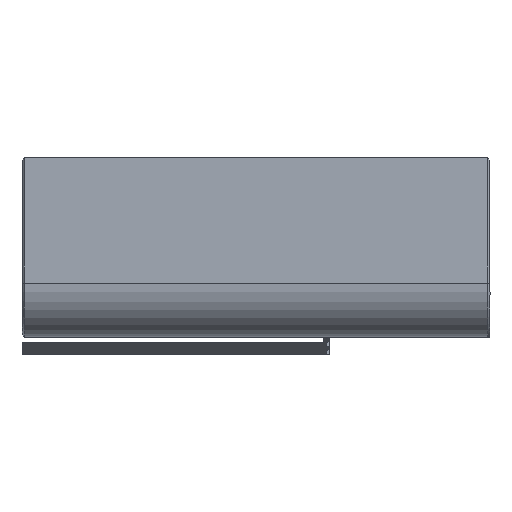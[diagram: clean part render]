
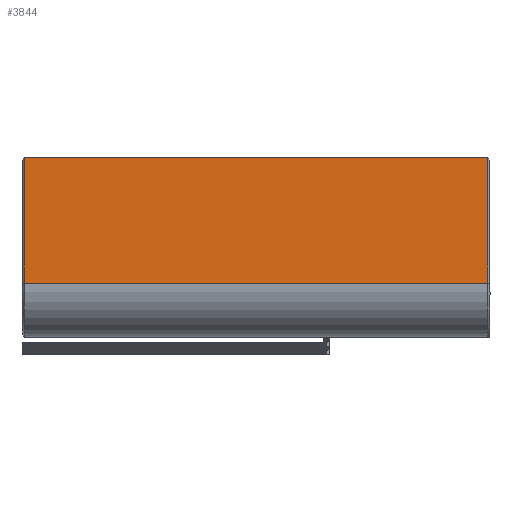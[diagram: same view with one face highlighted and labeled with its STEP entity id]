
A CAD part, front view. The second image highlights one B-rep face of the part: STEP entity #3844.
In plain terms, the highlighted planar face has unit normal (0, -1, 0).
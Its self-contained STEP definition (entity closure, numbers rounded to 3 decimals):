
#625 = PLANE('',#626);
#626 = AXIS2_PLACEMENT_3D('',#627,#628,#629);
#627 = CARTESIAN_POINT('',(-39.597,-50.691,
    20.849));
#628 = DIRECTION('',(0.,0.,-1.));
#629 = DIRECTION('',(0.,-1.,0.));
#1042 = VERTEX_POINT('',#1043);
#1043 = CARTESIAN_POINT('',(42.003,-52.691,
    20.849));
#1069 = EDGE_CURVE('',#1070,#1042,#1072,.T.);
#1070 = VERTEX_POINT('',#1071);
#1071 = CARTESIAN_POINT('',(-39.197,-52.691,
    20.849));
#1072 = SURFACE_CURVE('',#1073,(#1077,#1084),.PCURVE_S1.);
#1073 = LINE('',#1074,#1075);
#1074 = CARTESIAN_POINT('',(-39.597,-52.691,
    20.849));
#1075 = VECTOR('',#1076,1.);
#1076 = DIRECTION('',(1.,0.,0.));
#1077 = PCURVE('',#625,#1078);
#1078 = DEFINITIONAL_REPRESENTATION('',(#1079),#1083);
#1079 = LINE('',#1080,#1081);
#1080 = CARTESIAN_POINT('',(2.,0.));
#1081 = VECTOR('',#1082,1.);
#1082 = DIRECTION('',(0.,-1.));
#1083 = ( GEOMETRIC_REPRESENTATION_CONTEXT(2) 
PARAMETRIC_REPRESENTATION_CONTEXT() REPRESENTATION_CONTEXT('2D SPACE',''
  ) );
#1084 = PCURVE('',#1085,#1090);
#1085 = PLANE('',#1086);
#1086 = AXIS2_PLACEMENT_3D('',#1087,#1088,#1089);
#1087 = CARTESIAN_POINT('',(-39.597,-52.691,
    20.849));
#1088 = DIRECTION('',(0.,1.,0.));
#1089 = DIRECTION('',(0.,0.,-1.));
#1090 = DEFINITIONAL_REPRESENTATION('',(#1091),#1095);
#1091 = LINE('',#1092,#1093);
#1092 = CARTESIAN_POINT('',(-0.,0.));
#1093 = VECTOR('',#1094,1.);
#1094 = DIRECTION('',(0.,-1.));
#1095 = ( GEOMETRIC_REPRESENTATION_CONTEXT(2) 
PARAMETRIC_REPRESENTATION_CONTEXT() REPRESENTATION_CONTEXT('2D SPACE',''
  ) );
#3807 = PLANE('',#3808);
#3808 = AXIS2_PLACEMENT_3D('',#3809,#3810,#3811);
#3809 = CARTESIAN_POINT('',(42.203,-52.491,
    -1.106));
#3810 = DIRECTION('',(-0.707,0.707,0.));
#3811 = DIRECTION('',(0.,0.,-1.));
#3844 = ADVANCED_FACE('',(#3845),#1085,.F.);
#3845 = FACE_BOUND('',#3846,.F.);
#3846 = EDGE_LOOP('',(#3847,#3848,#3871,#3899));
#3847 = ORIENTED_EDGE('',*,*,#1069,.T.);
#3848 = ORIENTED_EDGE('',*,*,#3849,.F.);
#3849 = EDGE_CURVE('',#3850,#1042,#3852,.T.);
#3850 = VERTEX_POINT('',#3851);
#3851 = CARTESIAN_POINT('',(42.003,-52.691,
    -1.106));
#3852 = SURFACE_CURVE('',#3853,(#3857,#3864),.PCURVE_S1.);
#3853 = LINE('',#3854,#3855);
#3854 = CARTESIAN_POINT('',(42.003,-52.691,
    -1.106));
#3855 = VECTOR('',#3856,1.);
#3856 = DIRECTION('',(0.,0.,1.));
#3857 = PCURVE('',#1085,#3858);
#3858 = DEFINITIONAL_REPRESENTATION('',(#3859),#3863);
#3859 = LINE('',#3860,#3861);
#3860 = CARTESIAN_POINT('',(21.956,-81.6));
#3861 = VECTOR('',#3862,1.);
#3862 = DIRECTION('',(-1.,0.));
#3863 = ( GEOMETRIC_REPRESENTATION_CONTEXT(2) 
PARAMETRIC_REPRESENTATION_CONTEXT() REPRESENTATION_CONTEXT('2D SPACE',''
  ) );
#3864 = PCURVE('',#3807,#3865);
#3865 = DEFINITIONAL_REPRESENTATION('',(#3866),#3870);
#3866 = LINE('',#3867,#3868);
#3867 = CARTESIAN_POINT('',(0.,0.283));
#3868 = VECTOR('',#3869,1.);
#3869 = DIRECTION('',(-1.,0.));
#3870 = ( GEOMETRIC_REPRESENTATION_CONTEXT(2) 
PARAMETRIC_REPRESENTATION_CONTEXT() REPRESENTATION_CONTEXT('2D SPACE',''
  ) );
#3871 = ORIENTED_EDGE('',*,*,#3872,.F.);
#3872 = EDGE_CURVE('',#3873,#3850,#3875,.T.);
#3873 = VERTEX_POINT('',#3874);
#3874 = CARTESIAN_POINT('',(-39.197,-52.691,
    -1.106));
#3875 = SURFACE_CURVE('',#3876,(#3880,#3887),.PCURVE_S1.);
#3876 = LINE('',#3877,#3878);
#3877 = CARTESIAN_POINT('',(-39.597,-52.691,
    -1.106));
#3878 = VECTOR('',#3879,1.);
#3879 = DIRECTION('',(1.,0.,0.));
#3880 = PCURVE('',#1085,#3881);
#3881 = DEFINITIONAL_REPRESENTATION('',(#3882),#3886);
#3882 = LINE('',#3883,#3884);
#3883 = CARTESIAN_POINT('',(21.956,0.));
#3884 = VECTOR('',#3885,1.);
#3885 = DIRECTION('',(0.,-1.));
#3886 = ( GEOMETRIC_REPRESENTATION_CONTEXT(2) 
PARAMETRIC_REPRESENTATION_CONTEXT() REPRESENTATION_CONTEXT('2D SPACE',''
  ) );
#3887 = PCURVE('',#3888,#3893);
#3888 = CYLINDRICAL_SURFACE('',#3889,9.5);
#3889 = AXIS2_PLACEMENT_3D('',#3890,#3891,#3892);
#3890 = CARTESIAN_POINT('',(-39.597,-43.191,
    -1.106));
#3891 = DIRECTION('',(-1.,0.,0.));
#3892 = DIRECTION('',(0.,-1.,0.));
#3893 = DEFINITIONAL_REPRESENTATION('',(#3894),#3898);
#3894 = LINE('',#3895,#3896);
#3895 = CARTESIAN_POINT('',(6.283,0.));
#3896 = VECTOR('',#3897,1.);
#3897 = DIRECTION('',(0.,-1.));
#3898 = ( GEOMETRIC_REPRESENTATION_CONTEXT(2) 
PARAMETRIC_REPRESENTATION_CONTEXT() REPRESENTATION_CONTEXT('2D SPACE',''
  ) );
#3899 = ORIENTED_EDGE('',*,*,#3900,.F.);
#3900 = EDGE_CURVE('',#1070,#3873,#3901,.T.);
#3901 = SURFACE_CURVE('',#3902,(#3906,#3913),.PCURVE_S1.);
#3902 = LINE('',#3903,#3904);
#3903 = CARTESIAN_POINT('',(-39.197,-52.691,
    20.849));
#3904 = VECTOR('',#3905,1.);
#3905 = DIRECTION('',(0.,0.,-1.));
#3906 = PCURVE('',#1085,#3907);
#3907 = DEFINITIONAL_REPRESENTATION('',(#3908),#3912);
#3908 = LINE('',#3909,#3910);
#3909 = CARTESIAN_POINT('',(0.,-0.4));
#3910 = VECTOR('',#3911,1.);
#3911 = DIRECTION('',(1.,0.));
#3912 = ( GEOMETRIC_REPRESENTATION_CONTEXT(2) 
PARAMETRIC_REPRESENTATION_CONTEXT() REPRESENTATION_CONTEXT('2D SPACE',''
  ) );
#3913 = PCURVE('',#3914,#3919);
#3914 = PLANE('',#3915);
#3915 = AXIS2_PLACEMENT_3D('',#3916,#3917,#3918);
#3916 = CARTESIAN_POINT('',(-39.397,-52.491,
    20.849));
#3917 = DIRECTION('',(-0.707,-0.707,0.));
#3918 = DIRECTION('',(0.,0.,-1.));
#3919 = DEFINITIONAL_REPRESENTATION('',(#3920),#3924);
#3920 = LINE('',#3921,#3922);
#3921 = CARTESIAN_POINT('',(0.,0.283));
#3922 = VECTOR('',#3923,1.);
#3923 = DIRECTION('',(1.,0.));
#3924 = ( GEOMETRIC_REPRESENTATION_CONTEXT(2) 
PARAMETRIC_REPRESENTATION_CONTEXT() REPRESENTATION_CONTEXT('2D SPACE',''
  ) );
